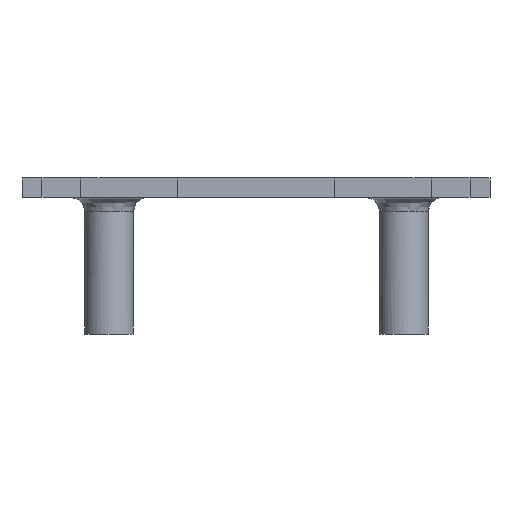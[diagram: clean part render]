
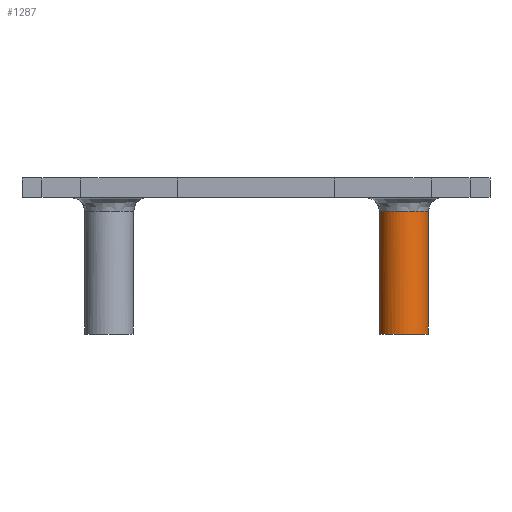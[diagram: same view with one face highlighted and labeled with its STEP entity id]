
A CAD part, front view. The second image highlights one B-rep face of the part: STEP entity #1287.
In plain terms, the highlighted cylindrical face has radius 2.5 mm (diameter 5 mm), a full revolution.
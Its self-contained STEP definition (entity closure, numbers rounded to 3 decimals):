
#15=CIRCLE('',#1357,2.5);
#21=CYLINDRICAL_SURFACE('',#1356,2.5);
#99=LINE('',#2015,#271);
#271=VECTOR('',#1491,2.5);
#451=FACE_OUTER_BOUND('',#528,.T.);
#528=EDGE_LOOP('',(#977,#978,#979,#980));
#604=B_SPLINE_CURVE_WITH_KNOTS('',3,(#1850,#1851,#1852,#1853,#1854,#1855,
#1856,#1857,#1858,#1859,#1860,#1861,#1862,#1863,#1864,#1865),
 .UNSPECIFIED.,.T.,.F.,(4,1,1,1,1,1,1,1,1,1,1,1,1,4),(0.,0.175,
0.35,0.525,0.699,0.991,
1.049,1.399,1.749,1.792,1.836,
2.098,2.273,2.448),.UNSPECIFIED.);
#610=VERTEX_POINT('',#1843);
#668=VERTEX_POINT('',#2013);
#732=EDGE_CURVE('',#610,#610,#604,.T.);
#791=EDGE_CURVE('',#668,#668,#15,.T.);
#792=EDGE_CURVE('',#668,#610,#99,.T.);
#977=ORIENTED_EDGE('',*,*,#791,.F.);
#978=ORIENTED_EDGE('',*,*,#792,.T.);
#979=ORIENTED_EDGE('',*,*,#732,.F.);
#980=ORIENTED_EDGE('',*,*,#792,.F.);
#1287=ADVANCED_FACE('',(#451),#21,.T.);
#1356=AXIS2_PLACEMENT_3D('',#2012,#1487,#1488);
#1357=AXIS2_PLACEMENT_3D('',#2014,#1489,#1490);
#1487=DIRECTION('center_axis',(0.,0.,-1.));
#1488=DIRECTION('ref_axis',(1.,0.,0.));
#1489=DIRECTION('center_axis',(0.,0.,-1.));
#1490=DIRECTION('ref_axis',(1.,0.,0.));
#1491=DIRECTION('',(0.,0.,1.));
#1843=CARTESIAN_POINT('',(34.651,8.127,27.586));
#1850=CARTESIAN_POINT('Ctrl Pts',(34.651,8.127,27.586));
#1851=CARTESIAN_POINT('Ctrl Pts',(34.651,7.753,27.586));
#1852=CARTESIAN_POINT('Ctrl Pts',(34.821,7.006,27.586));
#1853=CARTESIAN_POINT('Ctrl Pts',(35.539,6.105,27.586));
#1854=CARTESIAN_POINT('Ctrl Pts',(36.574,5.608,27.586));
#1855=CARTESIAN_POINT('Ctrl Pts',(37.985,5.603,27.586));
#1856=CARTESIAN_POINT('Ctrl Pts',(38.974,6.278,27.586));
#1857=CARTESIAN_POINT('Ctrl Pts',(39.728,7.578,27.586));
#1858=CARTESIAN_POINT('Ctrl Pts',(39.725,9.365,27.586));
#1859=CARTESIAN_POINT('Ctrl Pts',(38.355,10.466,27.586));
#1860=CARTESIAN_POINT('Ctrl Pts',(37.431,10.617,27.586));
#1861=CARTESIAN_POINT('Ctrl Pts',(36.683,10.662,27.586));
#1862=CARTESIAN_POINT('Ctrl Pts',(35.657,10.301,27.586));
#1863=CARTESIAN_POINT('Ctrl Pts',(34.822,9.248,27.586));
#1864=CARTESIAN_POINT('Ctrl Pts',(34.651,8.501,27.586));
#1865=CARTESIAN_POINT('Ctrl Pts',(34.651,8.127,27.586));
#2012=CARTESIAN_POINT('Origin',(37.151,8.127,29.));
#2013=CARTESIAN_POINT('',(34.651,8.127,15.));
#2014=CARTESIAN_POINT('Origin',(37.151,8.127,15.));
#2015=CARTESIAN_POINT('',(34.651,8.127,29.));
